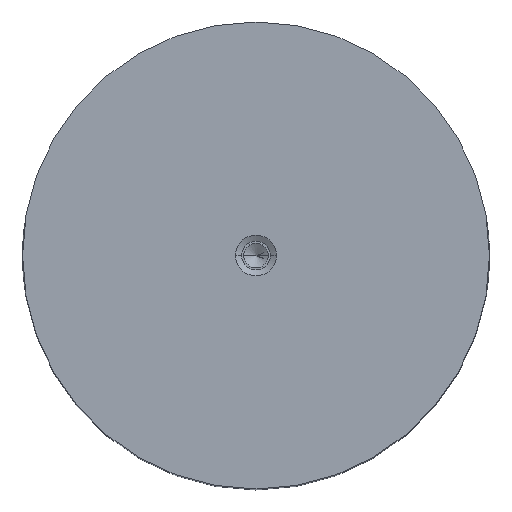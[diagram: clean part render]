
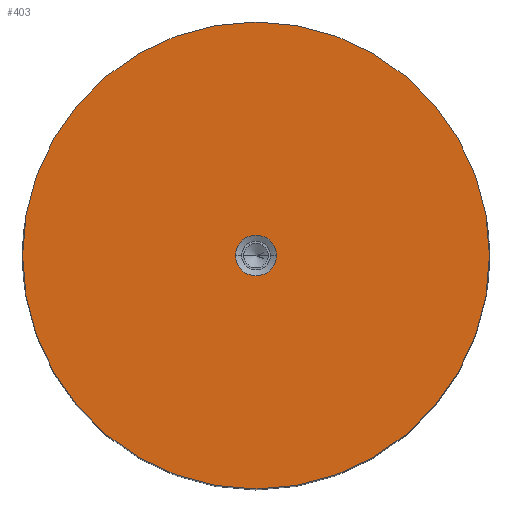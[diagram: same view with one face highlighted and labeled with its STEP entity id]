
A CAD part, top view. The second image highlights one B-rep face of the part: STEP entity #403.
In plain terms, the highlighted planar face has unit normal (0, 0, 1).
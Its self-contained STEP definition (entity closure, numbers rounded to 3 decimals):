
#33 = CARTESIAN_POINT ( 'NONE',  ( 0., 0., 832. ) ) ;
#49 = PLANE ( 'NONE',  #708 ) ;
#53 = CARTESIAN_POINT ( 'NONE',  ( 0., 0., 832. ) ) ;
#55 = CARTESIAN_POINT ( 'NONE',  ( -97.5, -97.5, 832. ) ) ;
#70 = EDGE_CURVE ( 'NONE', #232, #539, #684, .T. ) ;
#127 = FACE_BOUND ( 'NONE', #151, .T. ) ;
#151 = EDGE_LOOP ( 'NONE', ( #756, #637 ) ) ;
#170 = CARTESIAN_POINT ( 'NONE',  ( -8.5, 0., 832. ) ) ;
#215 = CIRCLE ( 'NONE', #530, 97.5 ) ;
#225 = DIRECTION ( 'NONE',  ( -1., 0., 0. ) ) ;
#232 = VERTEX_POINT ( 'NONE', #407 ) ;
#235 = VERTEX_POINT ( 'NONE', #558 ) ;
#274 = AXIS2_PLACEMENT_3D ( 'NONE', #910, #822, #354 ) ;
#279 = DIRECTION ( 'NONE',  ( 1., 0., 0. ) ) ;
#295 = CARTESIAN_POINT ( 'NONE',  ( 97.5, 0., 832. ) ) ;
#334 = ORIENTED_EDGE ( 'NONE', *, *, #980, .T. ) ;
#354 = DIRECTION ( 'NONE',  ( 1., 0., 0. ) ) ;
#356 = DIRECTION ( 'NONE',  ( 0., 0., -1. ) ) ;
#360 = DIRECTION ( 'NONE',  ( 0., 0., -1. ) ) ;
#363 = DIRECTION ( 'NONE',  ( 0., 0., 1. ) ) ;
#366 = ORIENTED_EDGE ( 'NONE', *, *, #623, .T. ) ;
#403 = ADVANCED_FACE ( 'NONE', ( #127, #440 ), #49, .T. ) ;
#407 = CARTESIAN_POINT ( 'NONE',  ( 8.5, 0., 832. ) ) ;
#440 = FACE_OUTER_BOUND ( 'NONE', #872, .T. ) ;
#494 = CIRCLE ( 'NONE', #739, 8.5 ) ;
#530 = AXIS2_PLACEMENT_3D ( 'NONE', #53, #997, #537 ) ;
#537 = DIRECTION ( 'NONE',  ( 1., 0., 0. ) ) ;
#539 = VERTEX_POINT ( 'NONE', #170 ) ;
#558 = CARTESIAN_POINT ( 'NONE',  ( -97.5, 0., 832. ) ) ;
#623 = EDGE_CURVE ( 'NONE', #928, #235, #901, .T. ) ;
#637 = ORIENTED_EDGE ( 'NONE', *, *, #70, .T. ) ;
#667 = AXIS2_PLACEMENT_3D ( 'NONE', #699, #356, #225 ) ;
#673 = DIRECTION ( 'NONE',  ( -1., 0., 0. ) ) ;
#684 = CIRCLE ( 'NONE', #667, 8.5 ) ;
#699 = CARTESIAN_POINT ( 'NONE',  ( 0., 0., 832. ) ) ;
#708 = AXIS2_PLACEMENT_3D ( 'NONE', #55, #363, #279 ) ;
#723 = EDGE_CURVE ( 'NONE', #539, #232, #494, .T. ) ;
#739 = AXIS2_PLACEMENT_3D ( 'NONE', #33, #360, #673 ) ;
#756 = ORIENTED_EDGE ( 'NONE', *, *, #723, .T. ) ;
#822 = DIRECTION ( 'NONE',  ( 0., 0., 1. ) ) ;
#872 = EDGE_LOOP ( 'NONE', ( #366, #334 ) ) ;
#901 = CIRCLE ( 'NONE', #274, 97.5 ) ;
#910 = CARTESIAN_POINT ( 'NONE',  ( 0., 0., 832. ) ) ;
#928 = VERTEX_POINT ( 'NONE', #295 ) ;
#980 = EDGE_CURVE ( 'NONE', #235, #928, #215, .T. ) ;
#997 = DIRECTION ( 'NONE',  ( 0., 0., 1. ) ) ;
